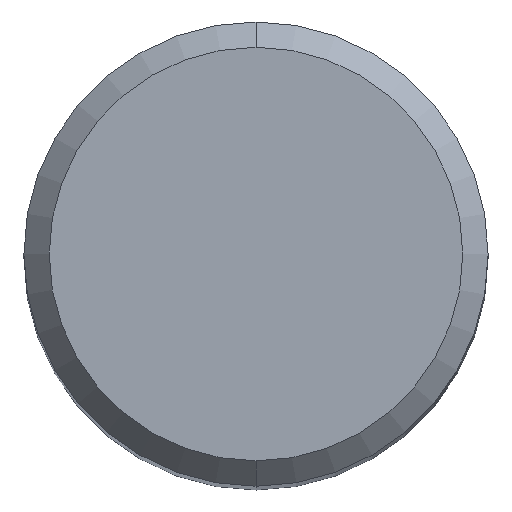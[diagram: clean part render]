
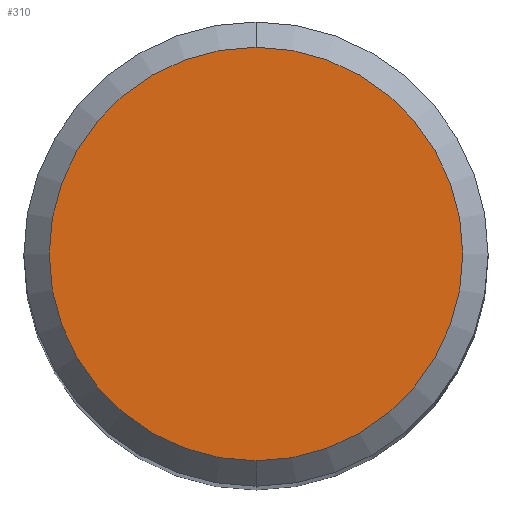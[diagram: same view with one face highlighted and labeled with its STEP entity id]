
A CAD part, top view. The second image highlights one B-rep face of the part: STEP entity #310.
In plain terms, the highlighted planar face has unit normal (0, 0, 1).
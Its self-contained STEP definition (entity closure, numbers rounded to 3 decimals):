
#126=EDGE_CURVE('',#234,#162,#331,.T.);
#128=EDGE_CURVE('',#162,#234,#333,.T.);
#162=VERTEX_POINT('',#372);
#234=VERTEX_POINT('',#451);
#310=ADVANCED_FACE('',(#538),#539,.T.);
#331=CIRCLE('',#553,4.9);
#333=CIRCLE('',#556,4.9);
#372=CARTESIAN_POINT('',(0.0,4.9,50.65));
#451=CARTESIAN_POINT('',(0.,-4.9,50.65));
#538=FACE_OUTER_BOUND('',#821,.T.);
#539=PLANE('',#822);
#553=AXIS2_PLACEMENT_3D('',#824,#825,#826);
#556=AXIS2_PLACEMENT_3D('',#827,#828,#829);
#821=EDGE_LOOP('',(#1093,#1094));
#822=AXIS2_PLACEMENT_3D('',#1095,#1096,#1097);
#824=CARTESIAN_POINT('',(0.0,0.0,50.65));
#825=DIRECTION('',(0.0,0.0,-1.0));
#826=DIRECTION('',(0.0,1.0,0.0));
#827=CARTESIAN_POINT('',(0.0,0.0,50.65));
#828=DIRECTION('',(0.0,0.0,-1.0));
#829=DIRECTION('',(0.0,1.0,0.0));
#1093=ORIENTED_EDGE('',*,*,#128,.F.);
#1094=ORIENTED_EDGE('',*,*,#126,.F.);
#1095=CARTESIAN_POINT('',(0.0,2.45,50.65));
#1096=DIRECTION('',(-0.0,0.0,1.0));
#1097=DIRECTION('',(0.0,-1.0,0.0));
